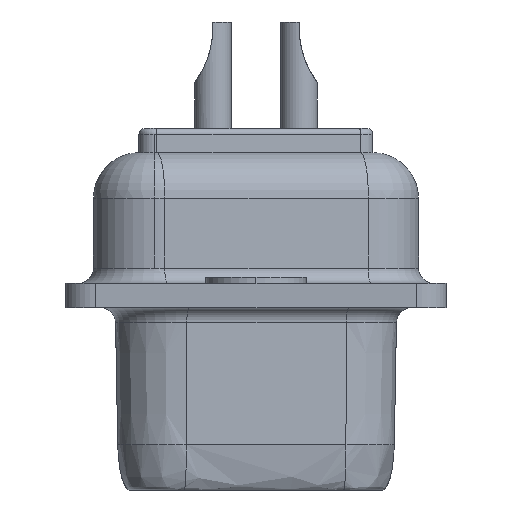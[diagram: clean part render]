
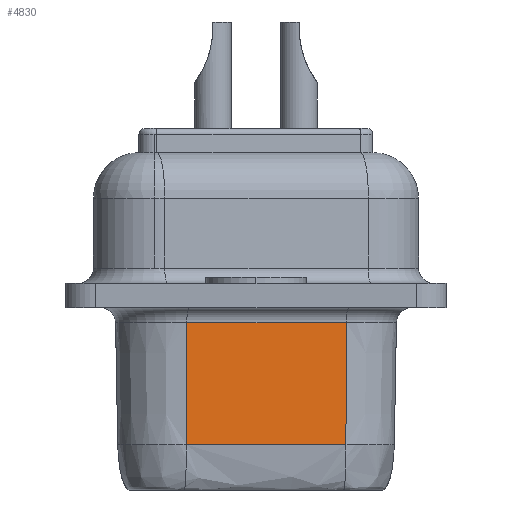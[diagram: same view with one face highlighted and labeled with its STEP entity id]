
A CAD part, left-side view. The second image highlights one B-rep face of the part: STEP entity #4830.
In plain terms, the highlighted planar face has unit normal (-0.985, -0.174, -0.018).
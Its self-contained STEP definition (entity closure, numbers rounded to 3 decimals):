
#408 = VECTOR ( 'NONE', #1509, 1000. ) ;
#640 = CARTESIAN_POINT ( 'NONE',  ( -8.926, 2.278, 5.509 ) ) ;
#1052 = DIRECTION ( 'NONE',  ( 0.174, -0.985, 0. ) ) ;
#1500 = AXIS2_PLACEMENT_3D ( 'NONE', #8448, #3293, #1052 ) ;
#1509 = DIRECTION ( 'NONE',  ( 0.017, 0.003, -1. ) ) ;
#1923 = CARTESIAN_POINT ( 'NONE',  ( -7.905, -2.955, 0. ) ) ;
#2819 = VERTEX_POINT ( 'NONE', #10109 ) ;
#3042 = LINE ( 'NONE', #1923, #4558 ) ;
#3245 = B_SPLINE_CURVE_WITH_KNOTS ( 'NONE', 3,
 ( #6080, #8327, #3928, #13431 ),
 .UNSPECIFIED., .F., .F.,
 ( 4, 4 ),
 ( 0., 1. ),
 .UNSPECIFIED. ) ;
#3252 = EDGE_LOOP ( 'NONE', ( #4657, #13245, #13220, #10878 ) ) ;
#3293 = DIRECTION ( 'NONE',  ( -0.985, -0.174, -0.017 ) ) ;
#3358 = DIRECTION ( 'NONE',  ( -0.174, 0.985, 0. ) ) ;
#3779 = FACE_OUTER_BOUND ( 'NONE', #3252, .T. ) ;
#3928 = CARTESIAN_POINT ( 'NONE',  ( -8.24, -1.209, 1.493 ) ) ;
#4381 = EDGE_CURVE ( 'NONE', #10306, #2819, #3245, .T. ) ;
#4558 = VECTOR ( 'NONE', #10428, 1000. ) ;
#4657 = ORIENTED_EDGE ( 'NONE', *, *, #5764, .T. ) ;
#4830 = ADVANCED_FACE ( 'NONE', ( #3779 ), #8048, .T. ) ;
#4846 = CARTESIAN_POINT ( 'NONE',  ( -8., -2.972, 5.509 ) ) ;
#5122 = VERTEX_POINT ( 'NONE', #640 ) ;
#5764 = EDGE_CURVE ( 'NONE', #5122, #10306, #8188, .T. ) ;
#6080 = CARTESIAN_POINT ( 'NONE',  ( -8.857, 2.291, 1.493 ) ) ;
#6626 = CARTESIAN_POINT ( 'NONE',  ( -8.857, 2.291, 1.493 ) ) ;
#7344 = CARTESIAN_POINT ( 'NONE',  ( -8.831, 2.295, 0. ) ) ;
#8048 = PLANE ( 'NONE',  #1500 ) ;
#8064 = VERTEX_POINT ( 'NONE', #4846 ) ;
#8188 = LINE ( 'NONE', #7344, #408 ) ;
#8327 = CARTESIAN_POINT ( 'NONE',  ( -8.548, 0.541, 1.493 ) ) ;
#8448 = CARTESIAN_POINT ( 'NONE',  ( -8.831, 2.295, 0. ) ) ;
#8658 = CARTESIAN_POINT ( 'NONE',  ( -8.926, 2.278, 5.509 ) ) ;
#8726 = LINE ( 'NONE', #8658, #12273 ) ;
#10109 = CARTESIAN_POINT ( 'NONE',  ( -7.931, -2.959, 1.493 ) ) ;
#10306 = VERTEX_POINT ( 'NONE', #6626 ) ;
#10428 = DIRECTION ( 'NONE',  ( 0.017, 0.003, -1. ) ) ;
#10878 = ORIENTED_EDGE ( 'NONE', *, *, #13114, .T. ) ;
#12273 = VECTOR ( 'NONE', #3358, 1000. ) ;
#13114 = EDGE_CURVE ( 'NONE', #8064, #5122, #8726, .T. ) ;
#13220 = ORIENTED_EDGE ( 'NONE', *, *, #13558, .F. ) ;
#13245 = ORIENTED_EDGE ( 'NONE', *, *, #4381, .T. ) ;
#13431 = CARTESIAN_POINT ( 'NONE',  ( -7.931, -2.959, 1.493 ) ) ;
#13558 = EDGE_CURVE ( 'NONE', #8064, #2819, #3042, .T. ) ;
